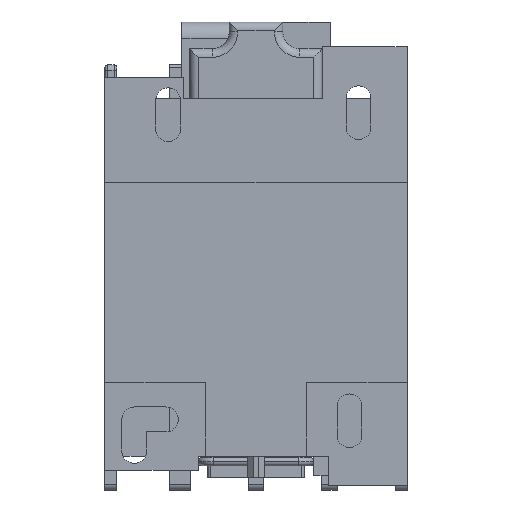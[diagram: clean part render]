
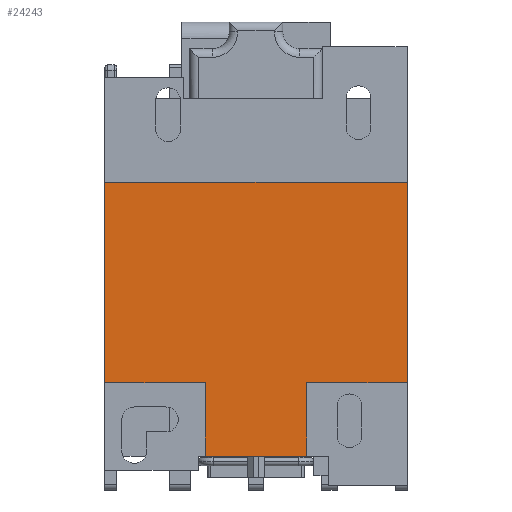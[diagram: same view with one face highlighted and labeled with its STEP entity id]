
A CAD part, front view. The second image highlights one B-rep face of the part: STEP entity #24243.
In plain terms, the highlighted planar face has unit normal (0, -1, 0).
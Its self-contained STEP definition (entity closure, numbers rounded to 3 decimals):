
#2461 = DIRECTION ( 'NONE',  ( 0., 0., -1. ) ) ;
#3136 = DIRECTION ( 'NONE',  ( 0., 0., 1. ) ) ;
#3206 = CARTESIAN_POINT ( 'NONE',  ( 26.75, -36.25, -31.625 ) ) ;
#3387 = CARTESIAN_POINT ( 'NONE',  ( 26.75, -36.25, -31.625 ) ) ;
#4140 = VERTEX_POINT ( 'NONE', #30317 ) ;
#4589 = LINE ( 'NONE', #12731, #5413 ) ;
#5413 = VECTOR ( 'NONE', #49097, 1000. ) ;
#6383 = ORIENTED_EDGE ( 'NONE', *, *, #20747, .F. ) ;
#7086 = ORIENTED_EDGE ( 'NONE', *, *, #17733, .F. ) ;
#7174 = LINE ( 'NONE', #18238, #42549 ) ;
#8327 = DIRECTION ( 'NONE',  ( 0., 0., 1. ) ) ;
#8535 = EDGE_CURVE ( 'NONE', #4140, #10999, #25186, .T. ) ;
#9168 = DIRECTION ( 'NONE',  ( 1., 0., 0. ) ) ;
#10185 = CARTESIAN_POINT ( 'NONE',  ( -9., -36.25, -18.625 ) ) ;
#10999 = VERTEX_POINT ( 'NONE', #29846 ) ;
#11448 = ORIENTED_EDGE ( 'NONE', *, *, #34635, .F. ) ;
#12490 = EDGE_CURVE ( 'NONE', #17482, #29132, #20261, .T. ) ;
#12731 = CARTESIAN_POINT ( 'NONE',  ( 26.75, -36.25, -31.625 ) ) ;
#14550 = VECTOR ( 'NONE', #16613, 1000. ) ;
#15156 = CARTESIAN_POINT ( 'NONE',  ( 9., -36.25, -36.875 ) ) ;
#15241 = ORIENTED_EDGE ( 'NONE', *, *, #49558, .T. ) ;
#15751 = AXIS2_PLACEMENT_3D ( 'NONE', #3387, #31018, #3136 ) ;
#15770 = CARTESIAN_POINT ( 'NONE',  ( 9., -36.25, -18.625 ) ) ;
#15920 = VECTOR ( 'NONE', #9168, 1000. ) ;
#16613 = DIRECTION ( 'NONE',  ( -1., 0., 0. ) ) ;
#16805 = CARTESIAN_POINT ( 'NONE',  ( 26.75, -36.25, -18.625 ) ) ;
#16813 = VECTOR ( 'NONE', #34665, 1000. ) ;
#17482 = VERTEX_POINT ( 'NONE', #31935 ) ;
#17733 = EDGE_CURVE ( 'NONE', #27900, #10999, #45320, .T. ) ;
#18238 = CARTESIAN_POINT ( 'NONE',  ( -9., -36.25, -36.875 ) ) ;
#19189 = CARTESIAN_POINT ( 'NONE',  ( -26.75, -36.25, -18.625 ) ) ;
#20261 = LINE ( 'NONE', #3206, #23853 ) ;
#20747 = EDGE_CURVE ( 'NONE', #4140, #50247, #42120, .T. ) ;
#21490 = ORIENTED_EDGE ( 'NONE', *, *, #26545, .T. ) ;
#23392 = DIRECTION ( 'NONE',  ( -1., 0., 0. ) ) ;
#23853 = VECTOR ( 'NONE', #31333, 1000. ) ;
#24243 = ADVANCED_FACE ( 'NONE', ( #34748 ), #26314, .F. ) ;
#24757 = CARTESIAN_POINT ( 'NONE',  ( -26.75, -36.25, -18.625 ) ) ;
#25186 = LINE ( 'NONE', #49435, #16813 ) ;
#26314 = PLANE ( 'NONE',  #15751 ) ;
#26545 = EDGE_CURVE ( 'NONE', #17482, #50973, #44166, .T. ) ;
#27032 = ORIENTED_EDGE ( 'NONE', *, *, #42514, .F. ) ;
#27900 = VERTEX_POINT ( 'NONE', #10185 ) ;
#29132 = VERTEX_POINT ( 'NONE', #47611 ) ;
#29846 = CARTESIAN_POINT ( 'NONE',  ( -26.75, -36.25, -18.625 ) ) ;
#30317 = CARTESIAN_POINT ( 'NONE',  ( -26.75, -36.25, 16.875 ) ) ;
#31018 = DIRECTION ( 'NONE',  ( 0., 1., 0. ) ) ;
#31333 = DIRECTION ( 'NONE',  ( -1., 0., 0. ) ) ;
#31935 = CARTESIAN_POINT ( 'NONE',  ( 9., -36.25, -31.625 ) ) ;
#32428 = VECTOR ( 'NONE', #8327, 1000. ) ;
#34635 = EDGE_CURVE ( 'NONE', #40961, #50973, #47112, .T. ) ;
#34665 = DIRECTION ( 'NONE',  ( 0., 0., -1. ) ) ;
#34748 = FACE_OUTER_BOUND ( 'NONE', #49912, .T. ) ;
#39247 = ORIENTED_EDGE ( 'NONE', *, *, #8535, .T. ) ;
#40961 = VERTEX_POINT ( 'NONE', #16805 ) ;
#41050 = CARTESIAN_POINT ( 'NONE',  ( 26.75, -36.25, 16.875 ) ) ;
#42120 = LINE ( 'NONE', #45256, #15920 ) ;
#42514 = EDGE_CURVE ( 'NONE', #50247, #40961, #4589, .T. ) ;
#42549 = VECTOR ( 'NONE', #2461, 1000. ) ;
#44166 = LINE ( 'NONE', #15156, #32428 ) ;
#45256 = CARTESIAN_POINT ( 'NONE',  ( -26.75, -36.25, 16.875 ) ) ;
#45320 = LINE ( 'NONE', #24757, #14550 ) ;
#45667 = ORIENTED_EDGE ( 'NONE', *, *, #12490, .F. ) ;
#47112 = LINE ( 'NONE', #19189, #51773 ) ;
#47611 = CARTESIAN_POINT ( 'NONE',  ( -9., -36.25, -31.625 ) ) ;
#49097 = DIRECTION ( 'NONE',  ( 0., 0., -1. ) ) ;
#49435 = CARTESIAN_POINT ( 'NONE',  ( -26.75, -36.25, -31.625 ) ) ;
#49558 = EDGE_CURVE ( 'NONE', #27900, #29132, #7174, .T. ) ;
#49912 = EDGE_LOOP ( 'NONE', ( #11448, #27032, #6383, #39247, #7086, #15241, #45667, #21490 ) ) ;
#50247 = VERTEX_POINT ( 'NONE', #41050 ) ;
#50973 = VERTEX_POINT ( 'NONE', #15770 ) ;
#51773 = VECTOR ( 'NONE', #23392, 1000. ) ;
